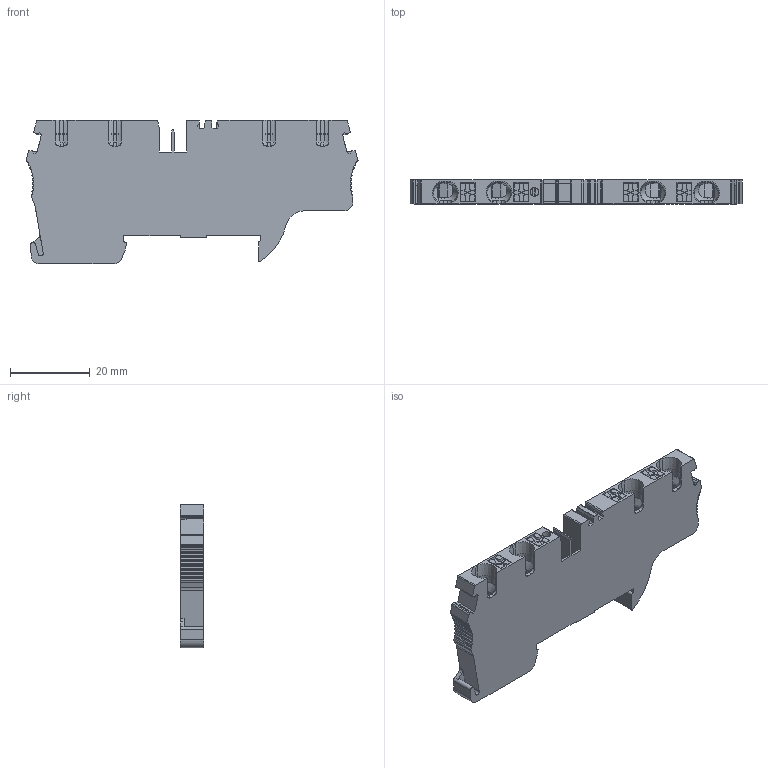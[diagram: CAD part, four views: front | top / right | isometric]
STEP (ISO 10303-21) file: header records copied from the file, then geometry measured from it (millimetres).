
FILE_DESCRIPTION(/* description */ ('Unknown'),/* implementation_level */ '2;1');
FILE_NAME(/* name */ 'PGQ4-2X2-3D-SOLID',/* time_stamp */ '2022-11-28T14:59:47+05:00',/* author */ ('Unknown'),/* organization */ ('Unknown'),/* preprocessor_version */ 'ST-DEVELOPER v16.7',/* originating_system */ 'Solid Edge',/* authorisation */ 'Unknown');
FILE_SCHEMA (('AUTOMOTIVE_DESIGN {1 0 10303 214 3 1 1}'));
Length unit declared in the file: millimetre
Products named in the file (1): PGQ4-2X2-3D-SOLID
Bounding box: 83.03 x 6 x 36 mm (x, y, z)
Volume: 12564.6 mm3; surface area: 7964.2 mm2
Topology: 1 solids, 9 shells, 743 faces, 2072 edges, 1358 vertices
Faces by surface type: plane 437, cylinder 254, cone 24, bspline 20, torus 8
Full cylindrical faces by diameter (mm): 0.903 x4, 2.15 x1
Entity records: 29547 total; most frequent: CARTESIAN_POINT 5179, ORIENTED_EDGE 4116, DIRECTION 3883, EDGE_CURVE 2058, LINE 1371, VECTOR 1371, VERTEX_POINT 1353, AXIS2_PLACEMENT_3D 1256
